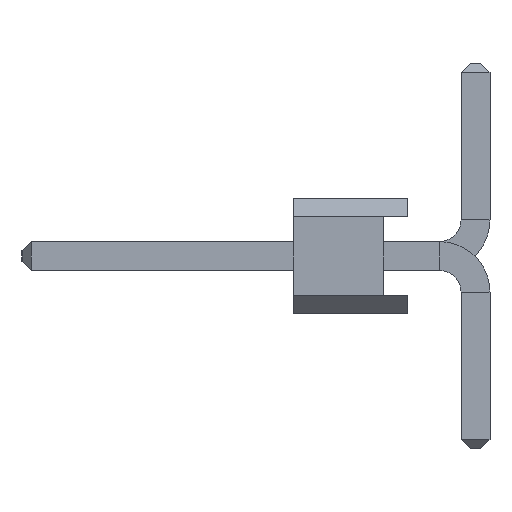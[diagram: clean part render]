
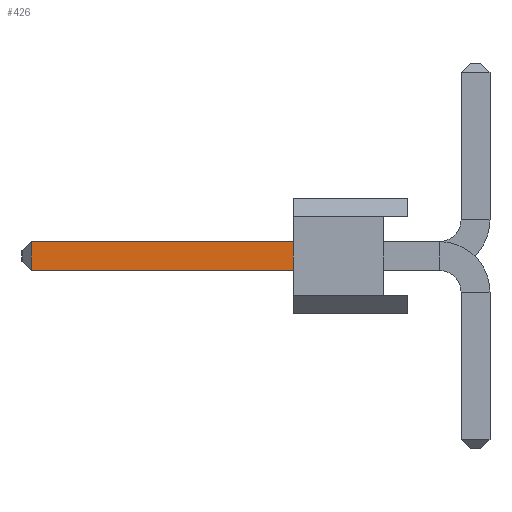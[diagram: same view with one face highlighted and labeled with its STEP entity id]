
A CAD part, left-side view. The second image highlights one B-rep face of the part: STEP entity #426.
In plain terms, the highlighted planar face has unit normal (-1, 0, 0).
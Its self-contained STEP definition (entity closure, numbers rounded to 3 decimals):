
#3 = FACE_OUTER_BOUND ( 'NONE', #229, .T. ) ;
#25 = CARTESIAN_POINT ( 'NONE',  ( -0.32, 2.54, -0.32 ) ) ;
#45 = EDGE_CURVE ( 'NONE', #822, #1176, #1409, .T. ) ;
#55 = VECTOR ( 'NONE', #356, 1000. ) ;
#61 = ORIENTED_EDGE ( 'NONE', *, *, #1140, .F. ) ;
#74 = CARTESIAN_POINT ( 'NONE',  ( -0.32, -0.7, -0.32 ) ) ;
#75 = ORIENTED_EDGE ( 'NONE', *, *, #1463, .T. ) ;
#151 = ORIENTED_EDGE ( 'NONE', *, *, #45, .F. ) ;
#229 = EDGE_LOOP ( 'NONE', ( #75, #1381, #151, #61 ) ) ;
#275 = PLANE ( 'NONE',  #1766 ) ;
#356 = DIRECTION ( 'NONE',  ( 0., 1., 0. ) ) ;
#385 = LINE ( 'NONE', #574, #799 ) ;
#415 = CARTESIAN_POINT ( 'NONE',  ( -0.32, 8.34, -0.32 ) ) ;
#426 = ADVANCED_FACE ( 'NONE', ( #3 ), #275, .T. ) ;
#446 = CARTESIAN_POINT ( 'NONE',  ( -0.32, 8.34, -0.32 ) ) ;
#532 = LINE ( 'NONE', #415, #848 ) ;
#535 = CARTESIAN_POINT ( 'NONE',  ( -0.32, 2.54, 0.32 ) ) ;
#574 = CARTESIAN_POINT ( 'NONE',  ( -0.32, -0.7, 0.32 ) ) ;
#595 = LINE ( 'NONE', #929, #1226 ) ;
#674 = DIRECTION ( 'NONE',  ( 0., 0., -1. ) ) ;
#799 = VECTOR ( 'NONE', #1253, 1000. ) ;
#822 = VERTEX_POINT ( 'NONE', #25 ) ;
#848 = VECTOR ( 'NONE', #1638, 1000. ) ;
#929 = CARTESIAN_POINT ( 'NONE',  ( -0.32, 2.54, 0. ) ) ;
#1140 = EDGE_CURVE ( 'NONE', #1248, #822, #595, .T. ) ;
#1176 = VERTEX_POINT ( 'NONE', #446 ) ;
#1226 = VECTOR ( 'NONE', #674, 1000. ) ;
#1241 = CARTESIAN_POINT ( 'NONE',  ( -0.32, -0.7, -0.32 ) ) ;
#1248 = VERTEX_POINT ( 'NONE', #535 ) ;
#1253 = DIRECTION ( 'NONE',  ( 0., 1., 0. ) ) ;
#1380 = DIRECTION ( 'NONE',  ( 0., 0., 1. ) ) ;
#1381 = ORIENTED_EDGE ( 'NONE', *, *, #1414, .T. ) ;
#1383 = CARTESIAN_POINT ( 'NONE',  ( -0.32, 8.34, 0.32 ) ) ;
#1393 = VERTEX_POINT ( 'NONE', #1383 ) ;
#1409 = LINE ( 'NONE', #74, #55 ) ;
#1414 = EDGE_CURVE ( 'NONE', #1393, #1176, #532, .T. ) ;
#1463 = EDGE_CURVE ( 'NONE', #1248, #1393, #385, .T. ) ;
#1638 = DIRECTION ( 'NONE',  ( 0., 0., -1. ) ) ;
#1762 = DIRECTION ( 'NONE',  ( -1., 0., 0. ) ) ;
#1766 = AXIS2_PLACEMENT_3D ( 'NONE', #1241, #1762, #1380 ) ;
